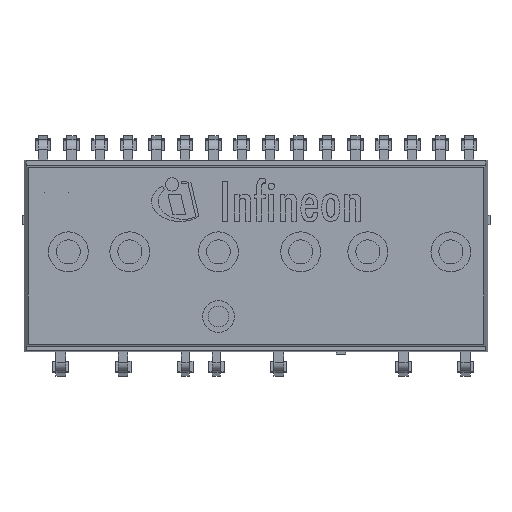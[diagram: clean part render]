
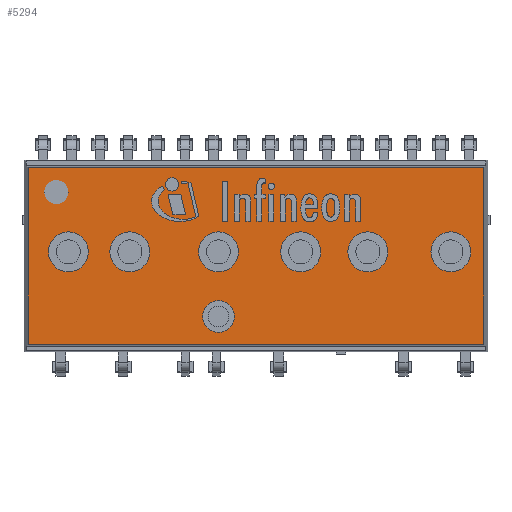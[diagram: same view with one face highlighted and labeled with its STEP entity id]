
A CAD part, top view. The second image highlights one B-rep face of the part: STEP entity #5294.
In plain terms, the highlighted planar face has unit normal (0, 0, 1).
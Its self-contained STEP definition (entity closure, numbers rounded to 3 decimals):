
#149=FACE_BOUND('',#1064,.T.);
#150=FACE_BOUND('',#1065,.T.);
#151=FACE_BOUND('',#1066,.T.);
#152=FACE_BOUND('',#1067,.T.);
#153=FACE_BOUND('',#1068,.T.);
#154=FACE_BOUND('',#1069,.T.);
#155=FACE_BOUND('',#1070,.T.);
#156=FACE_BOUND('',#1071,.T.);
#164=CIRCLE('',#5742,0.75);
#166=CIRCLE('',#5746,1.25);
#169=CIRCLE('',#5751,1.25);
#172=CIRCLE('',#5756,1.25);
#175=CIRCLE('',#5761,1.);
#178=CIRCLE('',#5766,1.25);
#181=CIRCLE('',#5771,1.25);
#184=CIRCLE('',#5776,1.25);
#728=FACE_OUTER_BOUND('',#1063,.T.);
#1063=EDGE_LOOP('',(#3682,#3683,#3684,#3685));
#1064=EDGE_LOOP('',(#3686));
#1065=EDGE_LOOP('',(#3687));
#1066=EDGE_LOOP('',(#3688));
#1067=EDGE_LOOP('',(#3689));
#1068=EDGE_LOOP('',(#3690));
#1069=EDGE_LOOP('',(#3691));
#1070=EDGE_LOOP('',(#3692));
#1071=EDGE_LOOP('',(#3693));
#1386=LINE('',#8353,#1841);
#1389=LINE('',#8359,#1844);
#1390=LINE('',#8361,#1845);
#1391=LINE('',#8362,#1846);
#1841=VECTOR('',#6585,10.);
#1844=VECTOR('',#6590,10.);
#1845=VECTOR('',#6591,10.);
#1846=VECTOR('',#6592,10.);
#2280=VERTEX_POINT('',#8253);
#2282=VERTEX_POINT('',#8259);
#2285=VERTEX_POINT('',#8267);
#2288=VERTEX_POINT('',#8275);
#2291=VERTEX_POINT('',#8283);
#2294=VERTEX_POINT('',#8291);
#2297=VERTEX_POINT('',#8299);
#2300=VERTEX_POINT('',#8307);
#2314=VERTEX_POINT('',#8350);
#2315=VERTEX_POINT('',#8352);
#2317=VERTEX_POINT('',#8358);
#2318=VERTEX_POINT('',#8360);
#2816=EDGE_CURVE('',#2280,#2280,#164,.T.);
#2818=EDGE_CURVE('',#2282,#2282,#166,.T.);
#2821=EDGE_CURVE('',#2285,#2285,#169,.T.);
#2824=EDGE_CURVE('',#2288,#2288,#172,.T.);
#2827=EDGE_CURVE('',#2291,#2291,#175,.T.);
#2830=EDGE_CURVE('',#2294,#2294,#178,.T.);
#2833=EDGE_CURVE('',#2297,#2297,#181,.T.);
#2836=EDGE_CURVE('',#2300,#2300,#184,.T.);
#2850=EDGE_CURVE('',#2314,#2315,#1386,.T.);
#2853=EDGE_CURVE('',#2314,#2317,#1389,.T.);
#2854=EDGE_CURVE('',#2318,#2317,#1390,.T.);
#2855=EDGE_CURVE('',#2318,#2315,#1391,.T.);
#3682=ORIENTED_EDGE('',*,*,#2850,.F.);
#3683=ORIENTED_EDGE('',*,*,#2853,.T.);
#3684=ORIENTED_EDGE('',*,*,#2854,.F.);
#3685=ORIENTED_EDGE('',*,*,#2855,.T.);
#3686=ORIENTED_EDGE('',*,*,#2816,.T.);
#3687=ORIENTED_EDGE('',*,*,#2818,.T.);
#3688=ORIENTED_EDGE('',*,*,#2821,.T.);
#3689=ORIENTED_EDGE('',*,*,#2824,.T.);
#3690=ORIENTED_EDGE('',*,*,#2827,.T.);
#3691=ORIENTED_EDGE('',*,*,#2830,.T.);
#3692=ORIENTED_EDGE('',*,*,#2833,.T.);
#3693=ORIENTED_EDGE('',*,*,#2836,.T.);
#5122=PLANE('',#5801);
#5294=ADVANCED_FACE('',(#728,#149,#150,#151,#152,#153,#154,#155,#156),#5122,
 .T.);
#5742=AXIS2_PLACEMENT_3D('',#8254,#6462,#6463);
#5746=AXIS2_PLACEMENT_3D('',#8260,#6470,#6471);
#5751=AXIS2_PLACEMENT_3D('',#8268,#6480,#6481);
#5756=AXIS2_PLACEMENT_3D('',#8276,#6490,#6491);
#5761=AXIS2_PLACEMENT_3D('',#8284,#6500,#6501);
#5766=AXIS2_PLACEMENT_3D('',#8292,#6510,#6511);
#5771=AXIS2_PLACEMENT_3D('',#8300,#6520,#6521);
#5776=AXIS2_PLACEMENT_3D('',#8308,#6530,#6531);
#5801=AXIS2_PLACEMENT_3D('',#8357,#6588,#6589);
#6462=DIRECTION('center_axis',(0.,0.,-1.));
#6463=DIRECTION('ref_axis',(-1.,0.,0.));
#6470=DIRECTION('center_axis',(0.,0.,-1.));
#6471=DIRECTION('ref_axis',(-1.,0.,0.));
#6480=DIRECTION('center_axis',(0.,0.,-1.));
#6481=DIRECTION('ref_axis',(-1.,0.,0.));
#6490=DIRECTION('center_axis',(0.,0.,-1.));
#6491=DIRECTION('ref_axis',(-1.,0.,0.));
#6500=DIRECTION('center_axis',(0.,0.,-1.));
#6501=DIRECTION('ref_axis',(-1.,0.,0.));
#6510=DIRECTION('center_axis',(0.,0.,-1.));
#6511=DIRECTION('ref_axis',(-1.,0.,0.));
#6520=DIRECTION('center_axis',(0.,0.,-1.));
#6521=DIRECTION('ref_axis',(-1.,0.,0.));
#6530=DIRECTION('center_axis',(0.,0.,-1.));
#6531=DIRECTION('ref_axis',(-1.,0.,0.));
#6585=DIRECTION('',(0.,1.,0.));
#6588=DIRECTION('center_axis',(0.,0.,1.));
#6589=DIRECTION('ref_axis',(0.,-1.,0.));
#6590=DIRECTION('',(1.,0.,0.));
#6591=DIRECTION('',(0.,-1.,0.));
#6592=DIRECTION('',(-1.,0.,0.));
#8253=CARTESIAN_POINT('',(-11.753,3.995,6.05));
#8254=CARTESIAN_POINT('Origin',(-12.503,3.995,6.05));
#8259=CARTESIAN_POINT('',(13.45,0.25,6.05));
#8260=CARTESIAN_POINT('Origin',(12.2,0.25,6.05));
#8267=CARTESIAN_POINT('',(4.05,0.25,6.05));
#8268=CARTESIAN_POINT('Origin',(2.8,0.25,6.05));
#8275=CARTESIAN_POINT('',(-6.65,0.25,6.05));
#8276=CARTESIAN_POINT('Origin',(-7.9,0.25,6.05));
#8283=CARTESIAN_POINT('',(-1.35,-3.8,6.05));
#8284=CARTESIAN_POINT('Origin',(-2.35,-3.8,6.05));
#8291=CARTESIAN_POINT('',(-10.5,0.25,6.05));
#8292=CARTESIAN_POINT('Origin',(-11.75,0.25,6.05));
#8299=CARTESIAN_POINT('',(-1.1,0.25,6.05));
#8300=CARTESIAN_POINT('Origin',(-2.35,0.25,6.05));
#8307=CARTESIAN_POINT('',(8.25,0.25,6.05));
#8308=CARTESIAN_POINT('Origin',(7.,0.25,6.05));
#8350=CARTESIAN_POINT('',(-14.273,-5.533,6.05));
#8352=CARTESIAN_POINT('',(-14.273,5.533,6.05));
#8353=CARTESIAN_POINT('',(-14.273,2.766,6.05));
#8357=CARTESIAN_POINT('Origin',(0.,5.533,6.05));
#8358=CARTESIAN_POINT('',(14.273,-5.533,6.05));
#8359=CARTESIAN_POINT('',(0.,-5.533,6.05));
#8360=CARTESIAN_POINT('',(14.273,5.533,6.05));
#8361=CARTESIAN_POINT('',(14.273,2.766,6.05));
#8362=CARTESIAN_POINT('',(0.,5.533,6.05));
